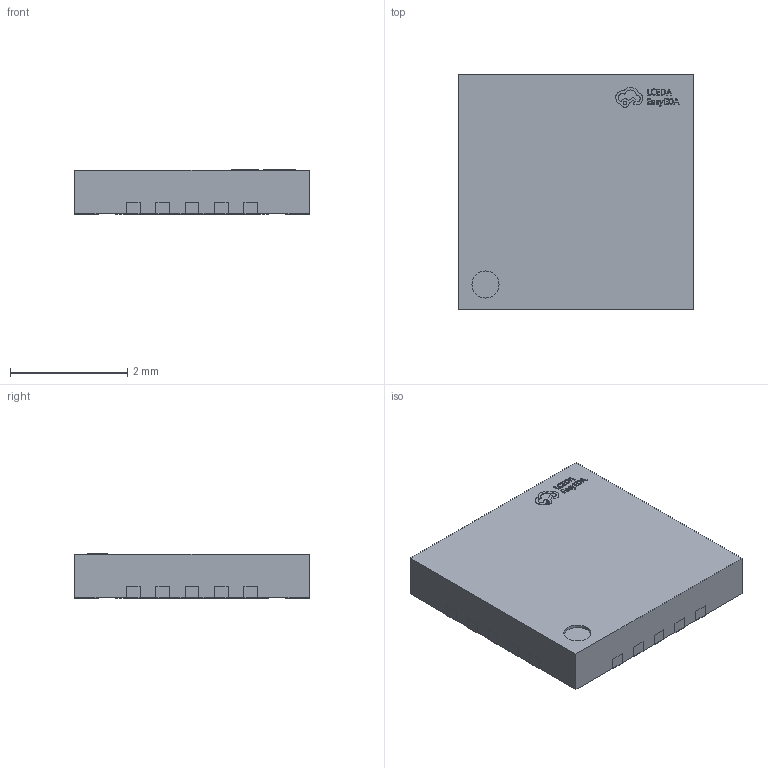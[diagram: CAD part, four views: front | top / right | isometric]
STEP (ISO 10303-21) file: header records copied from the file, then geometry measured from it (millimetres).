
FILE_DESCRIPTION (( 'STEP AP214' ), '1' );
FILE_NAME ('QFN-20_L4.0-W4.0-P0.50-BL-EP2.6.STEP', '2022-07-18T13:28:17', ( '' ), ( '' ), 'SwSTEP 2.0', 'SolidWorks 2018', '' );
FILE_SCHEMA (( 'AUTOMOTIVE_DESIGN' ));
Length unit declared in the file: millimetre
Products named in the file (1): QFN-20_L4.0-W4.0-P0.50-BL-EP2.6
Bounding box: 4 x 4 x 0.76 mm (x, y, z)
Volume: 11.9 mm3; surface area: 88.9 mm2
Topology: 43 solids, 43 shells, 708 faces, 1803 edges, 1202 vertices
Faces by surface type: plane 473, cylinder 137, bspline 98
Entity records: 29997 total; most frequent: CARTESIAN_POINT 5024, ORIENTED_EDGE 3606, DIRECTION 3099, EDGE_CURVE 1803, VECTOR 1329, LINE 1329, VERTEX_POINT 1202, AXIS2_PLACEMENT_3D 885
